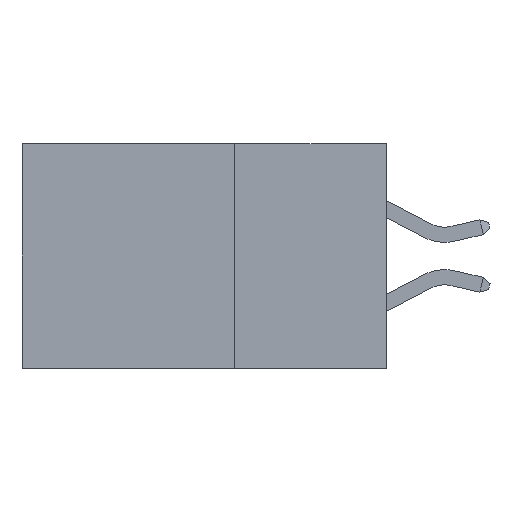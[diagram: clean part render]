
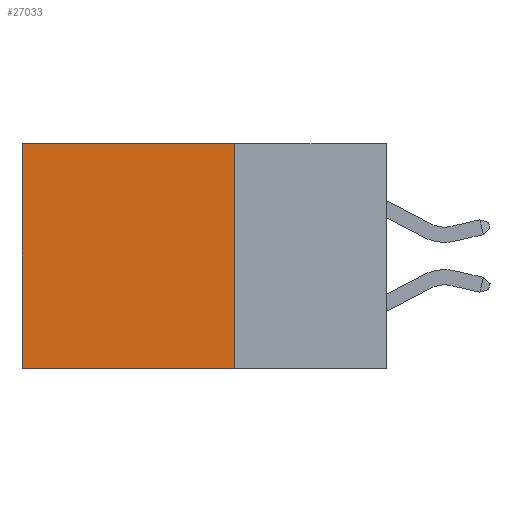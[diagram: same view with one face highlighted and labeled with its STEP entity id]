
A CAD part, left-side view. The second image highlights one B-rep face of the part: STEP entity #27033.
In plain terms, the highlighted planar face has unit normal (-1, 0, 0).
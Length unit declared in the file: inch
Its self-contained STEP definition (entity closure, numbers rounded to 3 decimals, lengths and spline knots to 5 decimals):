
#1147 = VERTEX_POINT ( 'NONE', #4646 ) ;
#2280 = CARTESIAN_POINT ( 'NONE',  ( 0.298, 0.25, -0.37 ) ) ;
#2686 = ORIENTED_EDGE ( 'NONE', *, *, #31865, .T. ) ;
#3319 = DIRECTION ( 'NONE',  ( 0., 0., -1. ) ) ;
#3409 = DIRECTION ( 'NONE',  ( 0., 1., 0. ) ) ;
#4646 = CARTESIAN_POINT ( 'NONE',  ( 0.298, 0.6, -0.37 ) ) ;
#5241 = LINE ( 'NONE', #13867, #31125 ) ;
#5294 = CARTESIAN_POINT ( 'NONE',  ( 0.298, 0.6, 0. ) ) ;
#6049 = ORIENTED_EDGE ( 'NONE', *, *, #8607, .F. ) ;
#7672 = VERTEX_POINT ( 'NONE', #2280 ) ;
#8607 = EDGE_CURVE ( 'NONE', #31273, #7672, #5241, .T. ) ;
#8913 = CARTESIAN_POINT ( 'NONE',  ( 0.298, 0.25, -0.37 ) ) ;
#11026 = EDGE_CURVE ( 'NONE', #31273, #26011, #25491, .T. ) ;
#11266 = LINE ( 'NONE', #8913, #23789 ) ;
#13302 = EDGE_LOOP ( 'NONE', ( #2686, #33009, #6049, #31316 ) ) ;
#13867 = CARTESIAN_POINT ( 'NONE',  ( 0.298, 0.25, 0. ) ) ;
#14130 = CARTESIAN_POINT ( 'NONE',  ( 0.298, 0.6, 0. ) ) ;
#14739 = PLANE ( 'NONE',  #32163 ) ;
#15738 = DIRECTION ( 'NONE',  ( 0., 0., -1. ) ) ;
#16974 = DIRECTION ( 'NONE',  ( 1., 0., 0. ) ) ;
#17322 = DIRECTION ( 'NONE',  ( 0., 0., -1. ) ) ;
#19679 = VECTOR ( 'NONE', #28361, 39.37008 ) ;
#21592 = FACE_OUTER_BOUND ( 'NONE', #13302, .T. ) ;
#23789 = VECTOR ( 'NONE', #3409, 39.37008 ) ;
#24897 = CARTESIAN_POINT ( 'NONE',  ( 0.298, 0.25, 0. ) ) ;
#25228 = CARTESIAN_POINT ( 'NONE',  ( 0.298, 0.25, 0. ) ) ;
#25491 = LINE ( 'NONE', #33555, #19679 ) ;
#26011 = VERTEX_POINT ( 'NONE', #14130 ) ;
#27033 = ADVANCED_FACE ( 'NONE', ( #21592 ), #14739, .F. ) ;
#28361 = DIRECTION ( 'NONE',  ( 0., 1., 0. ) ) ;
#30915 = VECTOR ( 'NONE', #15738, 39.37008 ) ;
#31125 = VECTOR ( 'NONE', #3319, 39.37008 ) ;
#31273 = VERTEX_POINT ( 'NONE', #25228 ) ;
#31316 = ORIENTED_EDGE ( 'NONE', *, *, #11026, .T. ) ;
#31865 = EDGE_CURVE ( 'NONE', #26011, #1147, #33438, .T. ) ;
#32163 = AXIS2_PLACEMENT_3D ( 'NONE', #24897, #16974, #17322 ) ;
#32644 = EDGE_CURVE ( 'NONE', #7672, #1147, #11266, .T. ) ;
#33009 = ORIENTED_EDGE ( 'NONE', *, *, #32644, .F. ) ;
#33438 = LINE ( 'NONE', #5294, #30915 ) ;
#33555 = CARTESIAN_POINT ( 'NONE',  ( 0.298, 0.25, 0. ) ) ;
